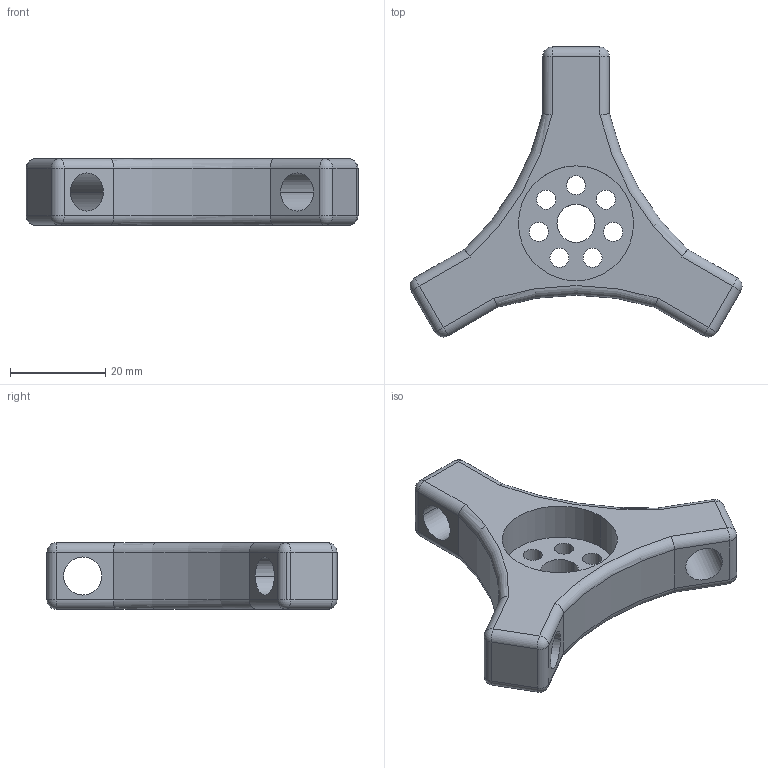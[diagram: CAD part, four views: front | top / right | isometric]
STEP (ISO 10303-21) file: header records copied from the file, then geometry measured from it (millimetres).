
FILE_DESCRIPTION (( 'STEP AP203' ), '1' );
FILE_NAME ('New_end_effector_holder_Default_sldprt.STEP', '2023-05-13T05:58:47', ( '' ), ( '' ), 'SwSTEP 2.0', 'SolidWorks 2022', '' );
FILE_SCHEMA (( 'CONFIG_CONTROL_DESIGN' ));
Length unit declared in the file: millimetre
Products named in the file (1): New_end_effector_holder_Default_sldprt
Bounding box: 69.62 x 60.83 x 14 mm (x, y, z)
Volume: 17745.1 mm3; surface area: 8002.8 mm2
Topology: 1 solids, 1 shells, 82 faces, 201 edges, 110 vertices
Faces by surface type: cylinder 52, plane 12, sphere 12, torus 6
Entity records: 2560 total; most frequent: CARTESIAN_POINT 538, DIRECTION 441, ORIENTED_EDGE 378, EDGE_CURVE 189, AXIS2_PLACEMENT_3D 181, VERTEX_POINT 110, EDGE_LOOP 105, CIRCLE 98
